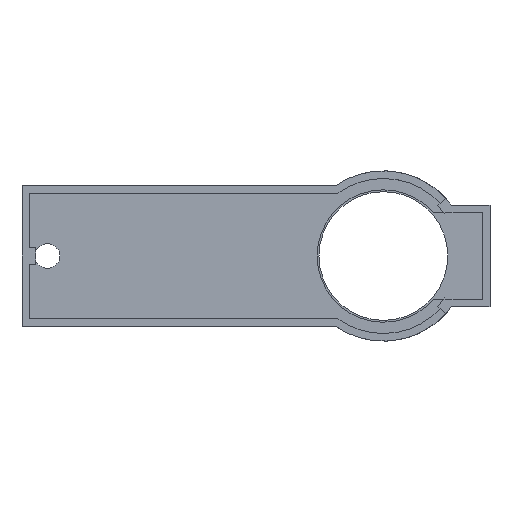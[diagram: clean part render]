
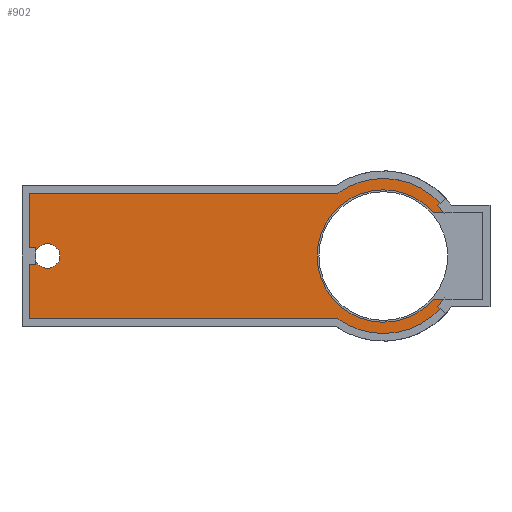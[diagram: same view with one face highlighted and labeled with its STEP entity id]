
A CAD part, top view. The second image highlights one B-rep face of the part: STEP entity #902.
In plain terms, the highlighted planar face has unit normal (0, 0, 1).
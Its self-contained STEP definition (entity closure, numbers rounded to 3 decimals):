
#290 = VERTEX_POINT('',#291);
#291 = CARTESIAN_POINT('',(15.433,14.352,2.));
#297 = EDGE_CURVE('',#298,#290,#300,.T.);
#298 = VERTEX_POINT('',#299);
#299 = CARTESIAN_POINT('',(15.115,14.085,2.));
#300 = LINE('',#301,#302);
#301 = CARTESIAN_POINT('',(-0.715,0.764,2.));
#302 = VECTOR('',#303,1.);
#303 = DIRECTION('',(0.765,0.644,0.));
#460 = VERTEX_POINT('',#461);
#461 = CARTESIAN_POINT('',(15.433,-14.352,2.));
#484 = VERTEX_POINT('',#485);
#485 = CARTESIAN_POINT('',(15.115,-14.085,2.));
#491 = EDGE_CURVE('',#460,#484,#492,.T.);
#492 = LINE('',#493,#494);
#493 = CARTESIAN_POINT('',(-0.874,-0.631,2.));
#494 = VECTOR('',#495,1.);
#495 = DIRECTION('',(-0.765,0.644,0.));
#612 = VERTEX_POINT('',#613);
#613 = CARTESIAN_POINT('',(13.636,-11.75,2.));
#619 = EDGE_CURVE('',#620,#612,#622,.T.);
#620 = VERTEX_POINT('',#621);
#621 = CARTESIAN_POINT('',(16.996,-11.75,2.));
#622 = LINE('',#623,#624);
#623 = CARTESIAN_POINT('',(28.996,-11.75,2.));
#624 = VECTOR('',#625,1.);
#625 = DIRECTION('',(-1.,0.,0.));
#665 = EDGE_CURVE('',#666,#668,#670,.T.);
#666 = VERTEX_POINT('',#667);
#667 = CARTESIAN_POINT('',(13.636,11.75,2.));
#668 = VERTEX_POINT('',#669);
#669 = CARTESIAN_POINT('',(16.996,11.75,2.));
#670 = LINE('',#671,#672);
#671 = CARTESIAN_POINT('',(13.636,11.75,2.));
#672 = VECTOR('',#673,1.);
#673 = DIRECTION('',(1.,0.,0.));
#725 = EDGE_CURVE('',#668,#298,#726,.T.);
#726 = CIRCLE('',#727,21.486);
#727 = AXIS2_PLACEMENT_3D('',#728,#729,#730);
#728 = CARTESIAN_POINT('',(-0.638,-0.527,2.));
#729 = DIRECTION('',(0.,0.,1.));
#730 = DIRECTION('',(1.,0.,0.));
#881 = EDGE_CURVE('',#290,#882,#884,.T.);
#882 = VERTEX_POINT('',#883);
#883 = CARTESIAN_POINT('',(-12.353,17.075,2.));
#884 = CIRCLE('',#885,21.075);
#885 = AXIS2_PLACEMENT_3D('',#886,#887,#888);
#886 = CARTESIAN_POINT('',(0.,0.,2.));
#887 = DIRECTION('',(0.,0.,1.));
#888 = DIRECTION('',(1.,0.,0.));
#902 = ADVANCED_FACE('',(#903,#956),#967,.T.);
#903 = FACE_BOUND('',#904,.T.);
#904 = EDGE_LOOP('',(#905,#912,#913,#914,#915,#916,#924,#932,#940,#947,
    #948,#955));
#905 = ORIENTED_EDGE('',*,*,#906,.F.);
#906 = EDGE_CURVE('',#666,#612,#907,.T.);
#907 = CIRCLE('',#908,18.);
#908 = AXIS2_PLACEMENT_3D('',#909,#910,#911);
#909 = CARTESIAN_POINT('',(0.,0.,2.));
#910 = DIRECTION('',(0.,0.,1.));
#911 = DIRECTION('',(1.,0.,0.));
#912 = ORIENTED_EDGE('',*,*,#665,.T.);
#913 = ORIENTED_EDGE('',*,*,#725,.T.);
#914 = ORIENTED_EDGE('',*,*,#297,.T.);
#915 = ORIENTED_EDGE('',*,*,#881,.T.);
#916 = ORIENTED_EDGE('',*,*,#917,.T.);
#917 = EDGE_CURVE('',#882,#918,#920,.T.);
#918 = VERTEX_POINT('',#919);
#919 = CARTESIAN_POINT('',(-96.253,17.075,2.));
#920 = LINE('',#921,#922);
#921 = CARTESIAN_POINT('',(-12.353,17.075,2.));
#922 = VECTOR('',#923,1.);
#923 = DIRECTION('',(-1.,0.,0.));
#924 = ORIENTED_EDGE('',*,*,#925,.F.);
#925 = EDGE_CURVE('',#926,#918,#928,.T.);
#926 = VERTEX_POINT('',#927);
#927 = CARTESIAN_POINT('',(-96.253,-17.075,2.));
#928 = LINE('',#929,#930);
#929 = CARTESIAN_POINT('',(-96.253,-17.075,2.));
#930 = VECTOR('',#931,1.);
#931 = DIRECTION('',(0.,1.,0.));
#932 = ORIENTED_EDGE('',*,*,#933,.F.);
#933 = EDGE_CURVE('',#934,#926,#936,.T.);
#934 = VERTEX_POINT('',#935);
#935 = CARTESIAN_POINT('',(-12.353,-17.075,2.));
#936 = LINE('',#937,#938);
#937 = CARTESIAN_POINT('',(-12.353,-17.075,2.));
#938 = VECTOR('',#939,1.);
#939 = DIRECTION('',(-1.,0.,0.));
#940 = ORIENTED_EDGE('',*,*,#941,.T.);
#941 = EDGE_CURVE('',#934,#460,#942,.T.);
#942 = CIRCLE('',#943,21.075);
#943 = AXIS2_PLACEMENT_3D('',#944,#945,#946);
#944 = CARTESIAN_POINT('',(0.,0.,2.));
#945 = DIRECTION('',(0.,0.,1.));
#946 = DIRECTION('',(1.,0.,0.));
#947 = ORIENTED_EDGE('',*,*,#491,.T.);
#948 = ORIENTED_EDGE('',*,*,#949,.T.);
#949 = EDGE_CURVE('',#484,#620,#950,.T.);
#950 = CIRCLE('',#951,21.486);
#951 = AXIS2_PLACEMENT_3D('',#952,#953,#954);
#952 = CARTESIAN_POINT('',(-0.638,0.527,2.));
#953 = DIRECTION('',(0.,0.,1.));
#954 = DIRECTION('',(1.,0.,0.));
#955 = ORIENTED_EDGE('',*,*,#619,.T.);
#956 = FACE_BOUND('',#957,.T.);
#957 = EDGE_LOOP('',(#958));
#958 = ORIENTED_EDGE('',*,*,#959,.F.);
#959 = EDGE_CURVE('',#960,#960,#962,.T.);
#960 = VERTEX_POINT('',#961);
#961 = CARTESIAN_POINT('',(-87.955,0.,2.));
#962 = CIRCLE('',#963,3.375);
#963 = AXIS2_PLACEMENT_3D('',#964,#965,#966);
#964 = CARTESIAN_POINT('',(-91.33,0.,2.));
#965 = DIRECTION('',(0.,0.,1.));
#966 = DIRECTION('',(1.,0.,0.));
#967 = PLANE('',#968);
#968 = AXIS2_PLACEMENT_3D('',#969,#970,#971);
#969 = CARTESIAN_POINT('',(-27.653,0.,2.));
#970 = DIRECTION('',(0.,0.,1.));
#971 = DIRECTION('',(1.,0.,0.));
